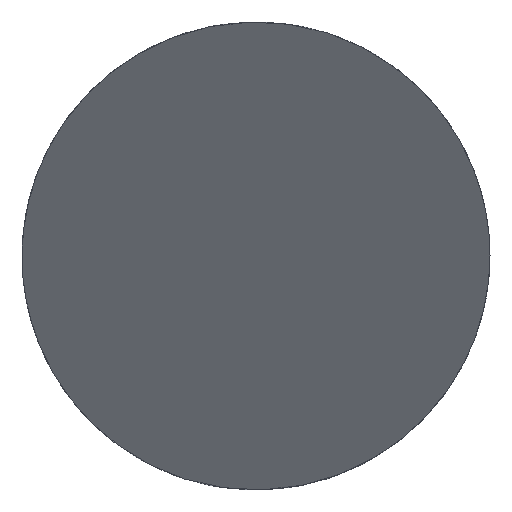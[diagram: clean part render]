
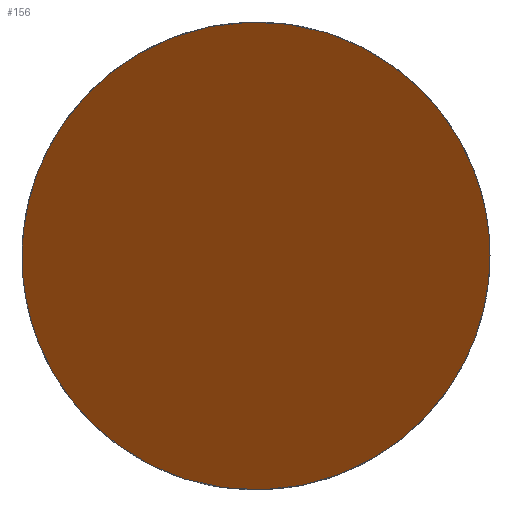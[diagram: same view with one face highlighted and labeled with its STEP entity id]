
A CAD part, top view. The second image highlights one B-rep face of the part: STEP entity #156.
In plain terms, the highlighted planar face has unit normal (-0.707, 0, 0.707).
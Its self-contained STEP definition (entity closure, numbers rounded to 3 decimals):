
#1 = CARTESIAN_POINT ( 'NONE',  ( -12.5, 0., 6.948 ) ) ;
#21 = CARTESIAN_POINT ( 'NONE',  ( 12.5, 0., 31.948 ) ) ;
#24 = CARTESIAN_POINT ( 'NONE',  ( -12.5, 0., 6.948 ) ) ;
#26 = DIRECTION ( 'NONE',  ( -0.707, 0., -0.707 ) ) ;
#31 = VERTEX_POINT ( 'NONE', #24 ) ;
#33 = CARTESIAN_POINT ( 'NONE',  ( -12.5, -25., 6.948 ) ) ;
#42 = CARTESIAN_POINT ( 'NONE',  ( -12.5, 25., 6.948 ) ) ;
#50 = EDGE_CURVE ( 'NONE', #105, #31, #74, .T. ) ;
#53 = ORIENTED_EDGE ( 'NONE', *, *, #50, .F. ) ;
#54 = PLANE ( 'NONE',  #112 ) ;
#56 = CARTESIAN_POINT ( 'NONE',  ( 12.5, 0., 31.948 ) ) ;
#66 = FACE_OUTER_BOUND ( 'NONE', #143, .T. ) ;
#67 = DIRECTION ( 'NONE',  ( 0.707, 0., -0.707 ) ) ;
#74 =( BOUNDED_CURVE ( )  B_SPLINE_CURVE ( 3, ( #21, #114, #33, #90 ),
 .UNSPECIFIED., .F., .T. ) 
 B_SPLINE_CURVE_WITH_KNOTS ( ( 4, 4 ),
 ( 3.142, 6.283 ),
 .UNSPECIFIED. ) 
 CURVE ( )  GEOMETRIC_REPRESENTATION_ITEM ( )  RATIONAL_B_SPLINE_CURVE ( ( 1., 0.333, 0.333, 1. ) ) 
 REPRESENTATION_ITEM ( '' )  );
#78 = EDGE_CURVE ( 'NONE', #31, #105, #98, .T. ) ;
#90 = CARTESIAN_POINT ( 'NONE',  ( -12.5, 0., 6.948 ) ) ;
#94 = CARTESIAN_POINT ( 'NONE',  ( 12.5, 0., 31.948 ) ) ;
#98 =( BOUNDED_CURVE ( )  B_SPLINE_CURVE ( 3, ( #1, #42, #146, #94 ),
 .UNSPECIFIED., .F., .T. ) 
 B_SPLINE_CURVE_WITH_KNOTS ( ( 4, 4 ),
 ( 0., 3.142 ),
 .UNSPECIFIED. ) 
 CURVE ( )  GEOMETRIC_REPRESENTATION_ITEM ( )  RATIONAL_B_SPLINE_CURVE ( ( 1., 0.333, 0.333, 1. ) ) 
 REPRESENTATION_ITEM ( '' )  );
#105 = VERTEX_POINT ( 'NONE', #56 ) ;
#107 = CARTESIAN_POINT ( 'NONE',  ( -40.085, -30.5, -20.637 ) ) ;
#112 = AXIS2_PLACEMENT_3D ( 'NONE', #107, #67, #26 ) ;
#114 = CARTESIAN_POINT ( 'NONE',  ( 12.5, -25., 31.948 ) ) ;
#138 = ORIENTED_EDGE ( 'NONE', *, *, #78, .F. ) ;
#143 = EDGE_LOOP ( 'NONE', ( #138, #53 ) ) ;
#146 = CARTESIAN_POINT ( 'NONE',  ( 12.5, 25., 31.948 ) ) ;
#156 = ADVANCED_FACE ( 'NONE', ( #66 ), #54, .F. ) ;
